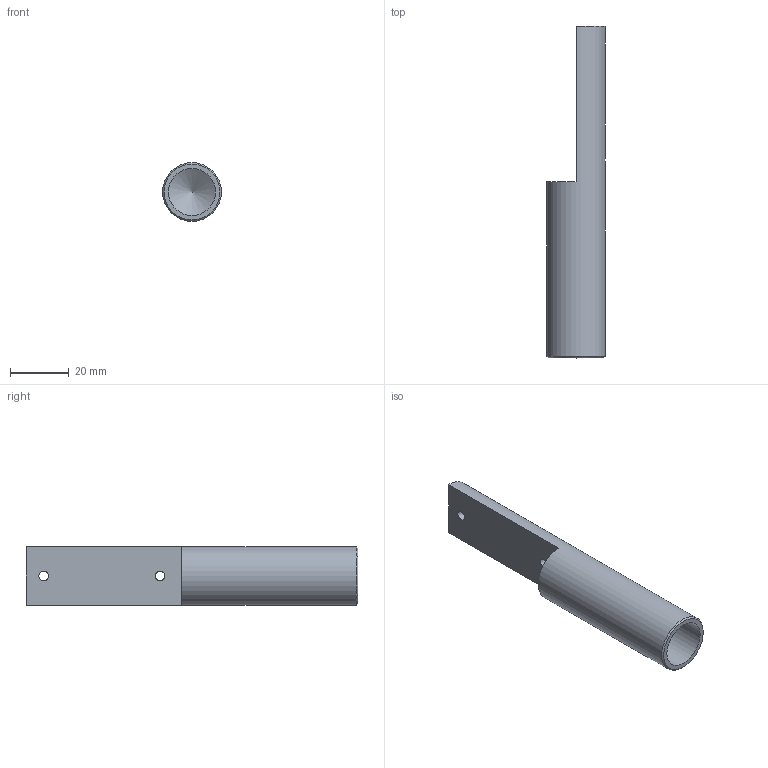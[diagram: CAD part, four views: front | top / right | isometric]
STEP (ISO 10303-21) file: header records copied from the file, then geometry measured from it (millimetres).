
FILE_DESCRIPTION( ( 'STEP AP214' ), '1' );
FILE_NAME( 'CA.GAZ.25.20.60.stp', '2016-03-30T08:16:03', ( ' ' ), ( ' ' ), 'XStep 1.0', ' ', ' ' );
FILE_SCHEMA( ( 'CONFIG_CONTROL_DESIGN) ( )' ) );
Length unit declared in the file: metre
Products named in the file (2): Assem1; GAZ.25.20.60
Bounding box: 20 x 113 x 20 mm (x, y, z)
Volume: 33254.7 mm3; surface area: 19641.3 mm2
Topology: 2 solids, 2 shells, 20 faces, 48 edges, 32 vertices
Faces by surface type: plane 8, cylinder 8, cone 4
Full cylindrical faces by diameter (mm): 3.242 x4, 16 x2, 20 x2
Entity records: 451 total; most frequent: CARTESIAN_POINT 137, DIRECTION 44, ORIENTED_EDGE 28, AXIS2_PLACEMENT_3D 20, EDGE_LOOP 20, FACE_OUTER_BOUND 14, EDGE_CURVE 14, VERTEX_POINT 13
